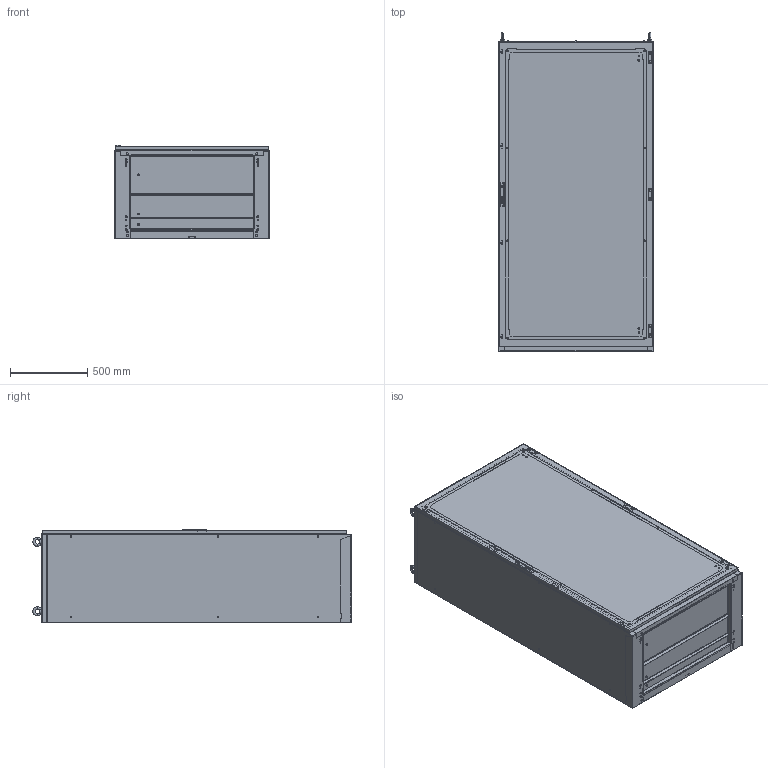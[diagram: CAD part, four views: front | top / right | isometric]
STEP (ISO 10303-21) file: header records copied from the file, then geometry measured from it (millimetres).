
FILE_DESCRIPTION (( 'STEP AP214' ), '1' );
FILE_NAME ('0390-1020-60-17.step', '2022-07-28T11:04:49', ( '' ), ( '' ), 'SwSTEP 2.0', 'SolidWorks 2019', '' );
FILE_SCHEMA (( 'AUTOMOTIVE_DESIGN' ));
Length unit declared in the file: millimetre
Products named in the file (14): rasthalterung_re_s; arretierwinkel_re_s; TuerR_s_0395-1020-00-97; MPGleitschuh_s; 3080-9036-03-48 Schutzleiterschraube; Bodenplattensatz_s_0396-1000-60-03; 0390-1020-60-17; rasthalterung_li_s; Korpus_ss_1020-60; arretierwinkel_li_s; MontageplatteZubehoer_s; Montageplatte_s_1020; MontageplatteKPL_s_0348-1020-00-13; Dachplatte_ss_0390-1000-60-07
Assembly tree (14 placements, depth 4):
  0390-1020-60-17
    Korpus_ss_1020-60
    TuerR_s_0395-1020-00-97
    Dachplatte_ss_0390-1000-60-07
    Bodenplattensatz_s_0396-1000-60-03
    MontageplatteKPL_s_0348-1020-00-13
      Montageplatte_s_1020
      MontageplatteZubehoer_s
        arretierwinkel_li_s
        arretierwinkel_re_s
        rasthalterung_li_s
        rasthalterung_re_s
        3080-9036-03-48 Schutzleiterschraube
        MPGleitschuh_s  x2
Bounding box: 1000 x 2057.99 x 607.5 mm (x, y, z)
Volume: 21936647.1 mm3; surface area: 22050750.4 mm2
Topology: 65 solids, 65 shells, 5263 faces, 14015 edges, 9265 vertices
Faces by surface type: plane 2990, cylinder 2028, cone 207, torus 24, bspline 14
Entity records: 196088 total; most frequent: CARTESIAN_POINT 30737, DIRECTION 28457, ORIENTED_EDGE 27922, EDGE_CURVE 13961, AXIS2_PLACEMENT_3D 9591, VECTOR 9275, LINE 9275, VERTEX_POINT 9231
